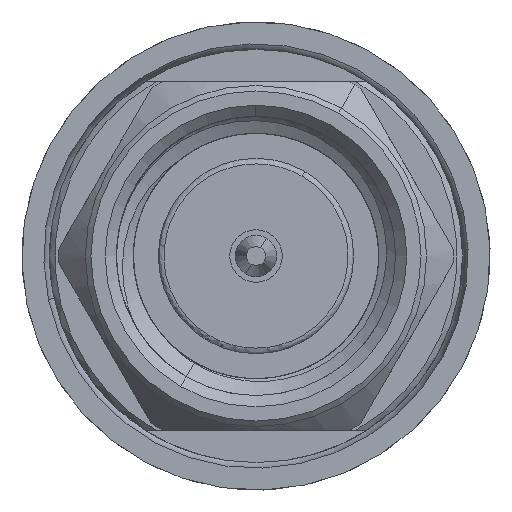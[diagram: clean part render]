
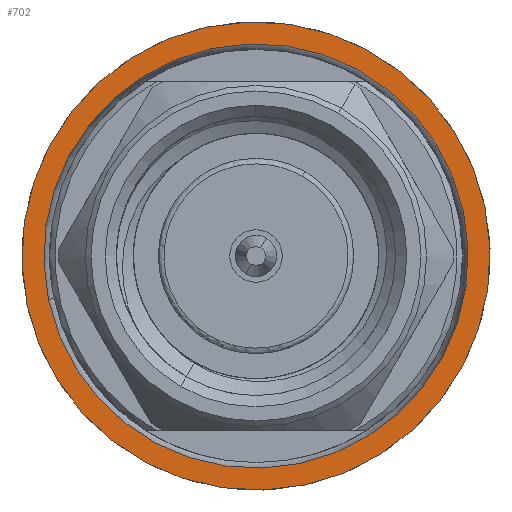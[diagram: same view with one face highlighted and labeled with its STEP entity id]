
A CAD part, left-side view. The second image highlights one B-rep face of the part: STEP entity #702.
In plain terms, the highlighted planar face has unit normal (-1, 0, 0).
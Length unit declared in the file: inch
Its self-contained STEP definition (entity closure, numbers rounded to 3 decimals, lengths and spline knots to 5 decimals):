
#118 = CARTESIAN_POINT ( 'NONE',  ( 0., 0., 0. ) ) ;
#307 = DIRECTION ( 'NONE',  ( 1., 0., 0. ) ) ;
#543 = DIRECTION ( 'NONE',  ( 0., 0., -1. ) ) ;
#646 = CARTESIAN_POINT ( 'NONE',  ( 0., 0., -0.19 ) ) ;
#702 = ADVANCED_FACE ( 'NONE', ( #6666, #1787 ), #3406, .T. ) ;
#815 = AXIS2_PLACEMENT_3D ( 'NONE', #4935, #1896, #4465 ) ;
#891 = CARTESIAN_POINT ( 'NONE',  ( 0., 0., 0. ) ) ;
#905 = VERTEX_POINT ( 'NONE', #3759 ) ;
#1314 = CIRCLE ( 'NONE', #2959, 0.20969 ) ;
#1440 = AXIS2_PLACEMENT_3D ( 'NONE', #118, #3740, #543 ) ;
#1787 = FACE_OUTER_BOUND ( 'NONE', #4047, .T. ) ;
#1896 = DIRECTION ( 'NONE',  ( -1., 0., 0. ) ) ;
#2023 = EDGE_CURVE ( 'NONE', #4838, #4775, #2051, .T. ) ;
#2040 = ORIENTED_EDGE ( 'NONE', *, *, #4702, .F. ) ;
#2051 = CIRCLE ( 'NONE', #2912, 0.19 ) ;
#2063 = CIRCLE ( 'NONE', #5129, 0.19 ) ;
#2418 = ORIENTED_EDGE ( 'NONE', *, *, #2809, .T. ) ;
#2421 = CIRCLE ( 'NONE', #1440, 0.20969 ) ;
#2589 = CARTESIAN_POINT ( 'NONE',  ( 0., 0., 0. ) ) ;
#2809 = EDGE_CURVE ( 'NONE', #4775, #4838, #2063, .T. ) ;
#2912 = AXIS2_PLACEMENT_3D ( 'NONE', #891, #307, #6623 ) ;
#2959 = AXIS2_PLACEMENT_3D ( 'NONE', #2589, #5175, #5804 ) ;
#3016 = CARTESIAN_POINT ( 'NONE',  ( 0., 0., 0.20969 ) ) ;
#3406 = PLANE ( 'NONE',  #815 ) ;
#3740 = DIRECTION ( 'NONE',  ( 1., 0., 0. ) ) ;
#3759 = CARTESIAN_POINT ( 'NONE',  ( 0., 0., -0.20969 ) ) ;
#4047 = EDGE_LOOP ( 'NONE', ( #5794, #2040 ) ) ;
#4465 = DIRECTION ( 'NONE',  ( 0., 0., 1. ) ) ;
#4702 = EDGE_CURVE ( 'NONE', #5314, #905, #2421, .T. ) ;
#4743 = DIRECTION ( 'NONE',  ( 1., 0., 0. ) ) ;
#4775 = VERTEX_POINT ( 'NONE', #6408 ) ;
#4838 = VERTEX_POINT ( 'NONE', #646 ) ;
#4935 = CARTESIAN_POINT ( 'NONE',  ( 0., -0.20969, 0. ) ) ;
#5129 = AXIS2_PLACEMENT_3D ( 'NONE', #5427, #4743, #6365 ) ;
#5175 = DIRECTION ( 'NONE',  ( 1., 0., 0. ) ) ;
#5314 = VERTEX_POINT ( 'NONE', #3016 ) ;
#5402 = ORIENTED_EDGE ( 'NONE', *, *, #2023, .T. ) ;
#5427 = CARTESIAN_POINT ( 'NONE',  ( 0., 0., 0. ) ) ;
#5794 = ORIENTED_EDGE ( 'NONE', *, *, #6540, .F. ) ;
#5804 = DIRECTION ( 'NONE',  ( 0., 0., -1. ) ) ;
#6365 = DIRECTION ( 'NONE',  ( 0., 0., -1. ) ) ;
#6408 = CARTESIAN_POINT ( 'NONE',  ( 0., 0., 0.19 ) ) ;
#6540 = EDGE_CURVE ( 'NONE', #905, #5314, #1314, .T. ) ;
#6623 = DIRECTION ( 'NONE',  ( 0., 0., -1. ) ) ;
#6666 = FACE_BOUND ( 'NONE', #6736, .T. ) ;
#6736 = EDGE_LOOP ( 'NONE', ( #5402, #2418 ) ) ;
